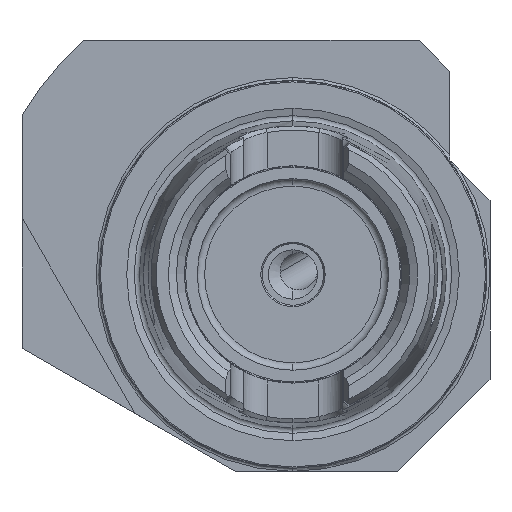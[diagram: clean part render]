
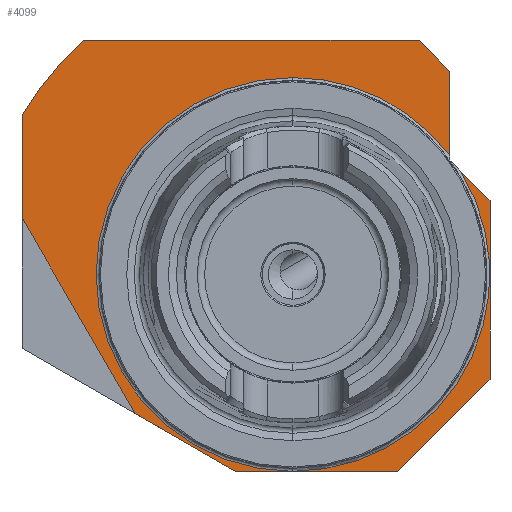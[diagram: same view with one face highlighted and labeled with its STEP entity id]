
A CAD part, left-side view. The second image highlights one B-rep face of the part: STEP entity #4099.
In plain terms, the highlighted planar face has unit normal (-1, 0, 0).
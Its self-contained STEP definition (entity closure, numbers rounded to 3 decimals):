
#743 = CARTESIAN_POINT ( 'NONE',  ( 18., -17., -32. ) ) ;
#749 = CARTESIAN_POINT ( 'NONE',  ( 18., -32., 12. ) ) ;
#750 = DIRECTION ( 'NONE',  ( 0., -1., 0. ) ) ;
#751 = DIRECTION ( 'NONE',  ( 0., 0., -1. ) ) ;
#752 = DIRECTION ( 'NONE',  ( 0., 0.707, -0.707 ) ) ;
#753 = CARTESIAN_POINT ( 'NONE',  ( 18., 9.359, -32. ) ) ;
#754 = DIRECTION ( 'NONE',  ( 0., 1., 0. ) ) ;
#755 = CARTESIAN_POINT ( 'NONE',  ( 18., 44., -12. ) ) ;
#756 = DIRECTION ( 'NONE',  ( 0., 0.866, 0.5 ) ) ;
#757 = CARTESIAN_POINT ( 'NONE',  ( 18., 36.882, -3.122 ) ) ;
#758 = DIRECTION ( 'NONE',  ( 0., 0.5, 0.866 ) ) ;
#759 = CARTESIAN_POINT ( 'NONE',  ( 18., 44., 38. ) ) ;
#760 = DIRECTION ( 'NONE',  ( 0., 0., 1. ) ) ;
#761 = CARTESIAN_POINT ( 'NONE',  ( 18., -25.5, 33. ) ) ;
#762 = CARTESIAN_POINT ( 'NONE',  ( 18., -25.5, 18.5 ) ) ;
#763 = CARTESIAN_POINT ( 'NONE',  ( 18., 31.475, 38. ) ) ;
#764 = CARTESIAN_POINT ( 'NONE',  ( 18., 0., 0. ) ) ;
#765 = DIRECTION ( 'NONE',  ( -1., 0., 0. ) ) ;
#766 = DIRECTION ( 'NONE',  ( 0., 0., 1. ) ) ;
#767 = DIRECTION ( 'NONE',  ( 0., -0.707, -0.707 ) ) ;
#768 = DIRECTION ( 'NONE',  ( 0., -0.707, -0.707 ) ) ;
#769 = DIRECTION ( 'NONE',  ( 0., 0., -1. ) ) ;
#770 = CARTESIAN_POINT ( 'NONE',  ( 18., -32., 12. ) ) ;
#772 = CARTESIAN_POINT ( 'NONE',  ( 18., 0., 0. ) ) ;
#773 = DIRECTION ( 'NONE',  ( 1., 0., 0. ) ) ;
#774 = DIRECTION ( 'NONE',  ( 0., 0., -1. ) ) ;
#927 = VERTEX_POINT ( 'NONE', #1416 ) ;
#932 = VERTEX_POINT ( 'NONE', #1386 ) ;
#940 = VERTEX_POINT ( 'NONE', #1342 ) ;
#1342 = CARTESIAN_POINT ( 'NONE',  ( 18., -27.215, 16.785 ) ) ;
#1386 = CARTESIAN_POINT ( 'NONE',  ( 18., 0., 31.975 ) ) ;
#1416 = CARTESIAN_POINT ( 'NONE',  ( 18., -25.5, 19.291 ) ) ;
#1756 = CARTESIAN_POINT ( 'NONE',  ( 18., 0., -31.975 ) ) ;
#2104 = VERTEX_POINT ( 'NONE', #1756 ) ;
#2354 = DIRECTION ( 'NONE',  ( 0., 0., -1. ) ) ;
#2355 = DIRECTION ( 'NONE',  ( 1., 0., 0. ) ) ;
#2357 = PLANE ( 'NONE',  #8014 ) ;
#2363 = CARTESIAN_POINT ( 'NONE',  ( 18., 31.475, 0. ) ) ;
#4099 = ADVANCED_FACE ( 'NONE', ( #5492 ), #2357, .F. ) ;
#5492 = FACE_OUTER_BOUND ( 'NONE', #7162, .T. ) ;
#6807 = CARTESIAN_POINT ( 'NONE',  ( 18., -25.5, 33. ) ) ;
#6816 = CARTESIAN_POINT ( 'NONE',  ( 18., -17., -32. ) ) ;
#6817 = CARTESIAN_POINT ( 'NONE',  ( 18., 44., 9.208 ) ) ;
#6820 = CARTESIAN_POINT ( 'NONE',  ( 18., -20.5, 38. ) ) ;
#6822 = CARTESIAN_POINT ( 'NONE',  ( 18., -32., 12. ) ) ;
#6823 = CARTESIAN_POINT ( 'NONE',  ( 18., 34.015, 38. ) ) ;
#6824 = CARTESIAN_POINT ( 'NONE',  ( 18., 25.634, -22.604 ) ) ;
#6825 = CARTESIAN_POINT ( 'NONE',  ( 18., 9.359, -32. ) ) ;
#6826 = CARTESIAN_POINT ( 'NONE',  ( 18., 44., 25.788 ) ) ;
#6827 = CARTESIAN_POINT ( 'NONE',  ( 18., -32., -17. ) ) ;
#7162 = EDGE_LOOP ( 'NONE', ( #7495, #7494, #7493, #7492, #7491, #7490, #7489, #7488, #7487, #7486, #7485, #7484, #7483, #7482 ) ) ;
#7482 = ORIENTED_EDGE ( 'NONE', *, *, #9306, .F. ) ;
#7483 = ORIENTED_EDGE ( 'NONE', *, *, #9307, .F. ) ;
#7484 = ORIENTED_EDGE ( 'NONE', *, *, #9308, .F. ) ;
#7485 = ORIENTED_EDGE ( 'NONE', *, *, #9309, .F. ) ;
#7486 = ORIENTED_EDGE ( 'NONE', *, *, #9310, .F. ) ;
#7487 = ORIENTED_EDGE ( 'NONE', *, *, #9311, .F. ) ;
#7488 = ORIENTED_EDGE ( 'NONE', *, *, #9312, .T. ) ;
#7489 = ORIENTED_EDGE ( 'NONE', *, *, #9313, .F. ) ;
#7490 = ORIENTED_EDGE ( 'NONE', *, *, #9314, .F. ) ;
#7491 = ORIENTED_EDGE ( 'NONE', *, *, #9315, .F. ) ;
#7492 = ORIENTED_EDGE ( 'NONE', *, *, #9381, .T. ) ;
#7493 = ORIENTED_EDGE ( 'NONE', *, *, #9316, .T. ) ;
#7494 = ORIENTED_EDGE ( 'NONE', *, *, #9376, .T. ) ;
#7495 = ORIENTED_EDGE ( 'NONE', *, *, #9317, .F. ) ;
#7620 = VERTEX_POINT ( 'NONE', #6807 ) ;
#7629 = VERTEX_POINT ( 'NONE', #6816 ) ;
#7630 = VERTEX_POINT ( 'NONE', #6817 ) ;
#7633 = VERTEX_POINT ( 'NONE', #6820 ) ;
#7635 = VERTEX_POINT ( 'NONE', #6822 ) ;
#7636 = VERTEX_POINT ( 'NONE', #6823 ) ;
#7637 = VERTEX_POINT ( 'NONE', #6824 ) ;
#7638 = VERTEX_POINT ( 'NONE', #6825 ) ;
#7639 = VERTEX_POINT ( 'NONE', #6826 ) ;
#7640 = VERTEX_POINT ( 'NONE', #6827 ) ;
#8014 = AXIS2_PLACEMENT_3D ( 'NONE', #2363, #2355, #2354 ) ;
#8451 = CARTESIAN_POINT ( 'NONE',  ( 18., 0., 0. ) ) ;
#8452 = DIRECTION ( 'NONE',  ( 1., 0., 0. ) ) ;
#8453 = DIRECTION ( 'NONE',  ( 0., 0., -1. ) ) ;
#8475 = CARTESIAN_POINT ( 'NONE',  ( 18., 0., 0. ) ) ;
#8476 = DIRECTION ( 'NONE',  ( 1., 0., 0. ) ) ;
#8477 = DIRECTION ( 'NONE',  ( 0., 0., -1. ) ) ;
#8888 = LINE ( 'NONE', #743, #8897 ) ;
#8892 = LINE ( 'NONE', #749, #8895 ) ;
#8894 = LINE ( 'NONE', #763, #8908 ) ;
#8895 = VECTOR ( 'NONE', #751, 1000. ) ;
#8896 = LINE ( 'NONE', #753, #8899 ) ;
#8897 = VECTOR ( 'NONE', #752, 1000. ) ;
#8898 = LINE ( 'NONE', #755, #8901 ) ;
#8899 = VECTOR ( 'NONE', #754, 1000. ) ;
#8900 = LINE ( 'NONE', #757, #8903 ) ;
#8901 = VECTOR ( 'NONE', #756, 1000. ) ;
#8902 = LINE ( 'NONE', #759, #8905 ) ;
#8903 = VECTOR ( 'NONE', #758, 1000. ) ;
#8904 = CIRCLE ( 'NONE', #9588, 51. ) ;
#8905 = VECTOR ( 'NONE', #760, 1000. ) ;
#8906 = LINE ( 'NONE', #761, #8910 ) ;
#8907 = LINE ( 'NONE', #762, #8912 ) ;
#8908 = VECTOR ( 'NONE', #750, 1000. ) ;
#8909 = CIRCLE ( 'NONE', #9589, 31.975 ) ;
#8910 = VECTOR ( 'NONE', #767, 1000. ) ;
#8912 = VECTOR ( 'NONE', #769, 1000. ) ;
#8913 = LINE ( 'NONE', #770, #8915 ) ;
#8915 = VECTOR ( 'NONE', #768, 1000. ) ;
#8967 = CIRCLE ( 'NONE', #9603, 31.975 ) ;
#8970 = CIRCLE ( 'NONE', #9607, 31.975 ) ;
#9306 = EDGE_CURVE ( 'NONE', #7635, #7640, #8892, .T. ) ;
#9307 = EDGE_CURVE ( 'NONE', #7640, #7629, #8888, .T. ) ;
#9308 = EDGE_CURVE ( 'NONE', #7629, #7638, #8896, .T. ) ;
#9309 = EDGE_CURVE ( 'NONE', #7638, #7637, #8898, .T. ) ;
#9310 = EDGE_CURVE ( 'NONE', #7637, #7630, #8900, .T. ) ;
#9311 = EDGE_CURVE ( 'NONE', #7630, #7639, #8902, .T. ) ;
#9312 = EDGE_CURVE ( 'NONE', #7636, #7639, #8904, .T. ) ;
#9313 = EDGE_CURVE ( 'NONE', #7636, #7633, #8894, .T. ) ;
#9314 = EDGE_CURVE ( 'NONE', #7633, #7620, #8906, .T. ) ;
#9315 = EDGE_CURVE ( 'NONE', #7620, #927, #8907, .T. ) ;
#9316 = EDGE_CURVE ( 'NONE', #2104, #932, #8909, .T. ) ;
#9317 = EDGE_CURVE ( 'NONE', #940, #7635, #8913, .T. ) ;
#9376 = EDGE_CURVE ( 'NONE', #940, #2104, #8967, .T. ) ;
#9381 = EDGE_CURVE ( 'NONE', #932, #927, #8970, .T. ) ;
#9588 = AXIS2_PLACEMENT_3D ( 'NONE', #764, #765, #766 ) ;
#9589 = AXIS2_PLACEMENT_3D ( 'NONE', #772, #773, #774 ) ;
#9603 = AXIS2_PLACEMENT_3D ( 'NONE', #8451, #8452, #8453 ) ;
#9607 = AXIS2_PLACEMENT_3D ( 'NONE', #8475, #8476, #8477 ) ;
